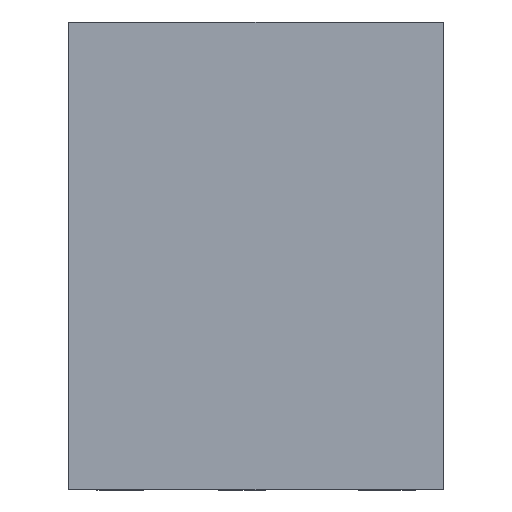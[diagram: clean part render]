
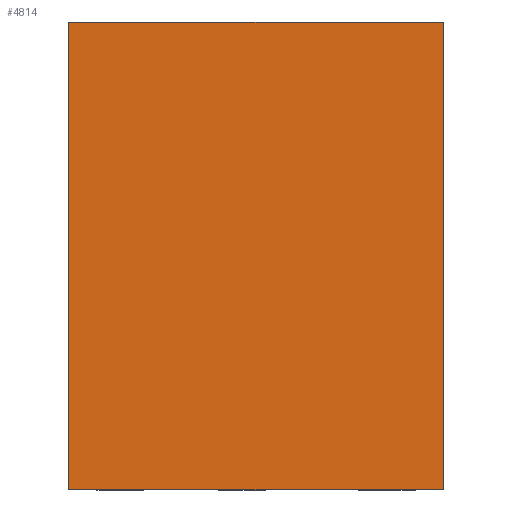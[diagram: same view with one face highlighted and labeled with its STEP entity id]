
A CAD part, top view. The second image highlights one B-rep face of the part: STEP entity #4814.
In plain terms, the highlighted face is planar.
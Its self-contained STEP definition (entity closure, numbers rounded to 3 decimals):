
#3533=DIRECTION('',(1.,0.,0.));
#3534=VECTOR('',#3533,2.);
#3535=CARTESIAN_POINT('',(-1.,0.775,1.25));
#3536=LINE('',#3535,#3534);
#3540=DIRECTION('',(0.,0.,1.));
#3541=VECTOR('',#3540,2.5);
#3542=CARTESIAN_POINT('',(-1.,0.775,-1.25));
#3543=LINE('',#3542,#3541);
#3547=DIRECTION('',(-1.,0.,0.));
#3548=VECTOR('',#3547,2.);
#3549=CARTESIAN_POINT('',(1.,0.775,-1.25));
#3550=LINE('',#3549,#3548);
#3554=DIRECTION('',(0.,0.,-1.));
#3555=VECTOR('',#3554,2.5);
#3556=CARTESIAN_POINT('',(1.,0.775,1.25));
#3557=LINE('',#3556,#3555);
#4221=CARTESIAN_POINT('',(-1.,0.775,1.25));
#4222=CARTESIAN_POINT('',(1.,0.775,1.25));
#4223=VERTEX_POINT('',#4221);
#4224=VERTEX_POINT('',#4222);
#4225=CARTESIAN_POINT('',(1.,0.775,-1.25));
#4226=VERTEX_POINT('',#4225);
#4227=CARTESIAN_POINT('',(-1.,0.775,-1.25));
#4228=VERTEX_POINT('',#4227);
#4801=CARTESIAN_POINT('',(0.,0.775,0.));
#4802=DIRECTION('',(0.,1.,0.));
#4803=DIRECTION('',(1.,0.,0.));
#4804=AXIS2_PLACEMENT_3D('',#4801,#4802,#4803);
#4805=PLANE('',#4804);
#4807=ORIENTED_EDGE('',*,*,#4806,.F.);
#4808=ORIENTED_EDGE('',*,*,#4778,.F.);
#4809=ORIENTED_EDGE('',*,*,#4715,.F.);
#4811=ORIENTED_EDGE('',*,*,#4810,.F.);
#4812=EDGE_LOOP('',(#4807,#4808,#4809,#4811));
#4813=FACE_OUTER_BOUND('',#4812,.F.);
#4814=ADVANCED_FACE('',(#4813),#4805,.T.);
#4715=EDGE_CURVE('',#4226,#4228,#3550,.T.);
#4778=EDGE_CURVE('',#4228,#4223,#3543,.T.);
#4806=EDGE_CURVE('',#4223,#4224,#3536,.T.);
#4810=EDGE_CURVE('',#4224,#4226,#3557,.T.);
